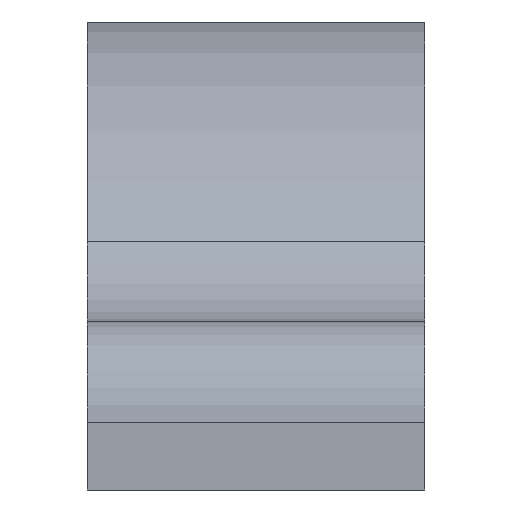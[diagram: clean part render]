
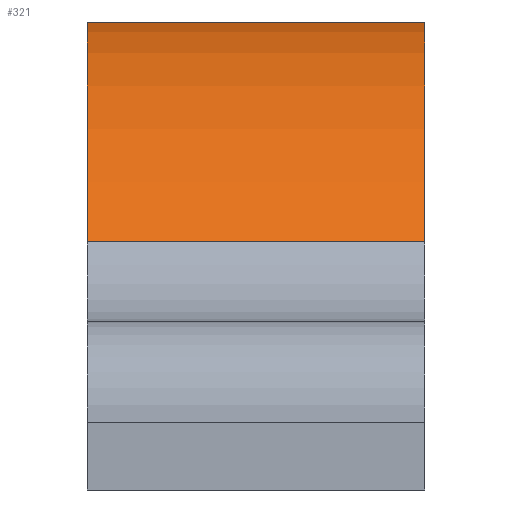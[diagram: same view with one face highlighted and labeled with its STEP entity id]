
A CAD part, front view. The second image highlights one B-rep face of the part: STEP entity #321.
In plain terms, the highlighted cylindrical face has radius 13.809 mm (diameter 27.617 mm), a partial arc.
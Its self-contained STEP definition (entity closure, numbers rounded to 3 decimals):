
#19=CYLINDRICAL_SURFACE('',#370,13.809);
#33=CIRCLE('',#351,13.809);
#42=CIRCLE('',#363,13.809);
#56=FACE_OUTER_BOUND('',#76,.T.);
#76=EDGE_LOOP('',(#274,#275,#276,#277));
#105=LINE('',#556,#132);
#106=LINE('',#558,#133);
#132=VECTOR('',#456,10.);
#133=VECTOR('',#459,10.);
#153=VERTEX_POINT('',#512);
#154=VERTEX_POINT('',#514);
#163=VERTEX_POINT('',#540);
#164=VERTEX_POINT('',#542);
#185=EDGE_CURVE('',#153,#154,#33,.T.);
#200=EDGE_CURVE('',#163,#164,#42,.T.);
#207=EDGE_CURVE('',#163,#154,#105,.T.);
#208=EDGE_CURVE('',#164,#153,#106,.T.);
#274=ORIENTED_EDGE('',*,*,#207,.T.);
#275=ORIENTED_EDGE('',*,*,#185,.F.);
#276=ORIENTED_EDGE('',*,*,#208,.F.);
#277=ORIENTED_EDGE('',*,*,#200,.F.);
#321=ADVANCED_FACE('',(#56),#19,.T.);
#351=AXIS2_PLACEMENT_3D('',#515,#409,#410);
#363=AXIS2_PLACEMENT_3D('',#543,#439,#440);
#370=AXIS2_PLACEMENT_3D('',#557,#457,#458);
#409=DIRECTION('center_axis',(1.,0.,0.));
#410=DIRECTION('ref_axis',(0.,-0.05,0.999));
#439=DIRECTION('center_axis',(-1.,0.,0.));
#440=DIRECTION('ref_axis',(0.,-0.05,0.999));
#456=DIRECTION('',(1.,0.,0.));
#457=DIRECTION('center_axis',(1.,0.,0.));
#458=DIRECTION('ref_axis',(0.,-0.05,0.999));
#459=DIRECTION('',(1.,0.,0.));
#512=CARTESIAN_POINT('',(47.64,22.912,97.047));
#514=CARTESIAN_POINT('',(47.64,11.861,90.532));
#515=CARTESIAN_POINT('Origin',(47.64,23.597,83.256));
#540=CARTESIAN_POINT('',(37.64,11.861,90.532));
#542=CARTESIAN_POINT('',(37.64,22.912,97.047));
#543=CARTESIAN_POINT('Origin',(37.64,23.597,83.256));
#556=CARTESIAN_POINT('',(42.64,11.861,90.532));
#557=CARTESIAN_POINT('Origin',(42.64,23.597,83.256));
#558=CARTESIAN_POINT('',(42.64,22.912,97.047));
